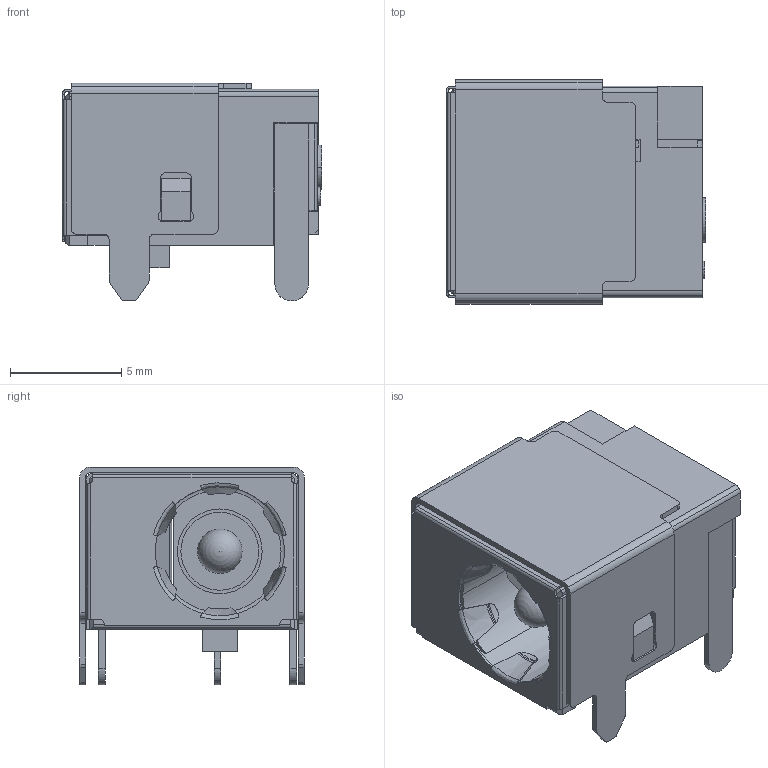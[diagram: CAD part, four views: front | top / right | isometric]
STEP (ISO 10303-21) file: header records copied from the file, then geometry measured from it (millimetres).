
FILE_DESCRIPTION (( 'STEP AP214' ), '1' );
FILE_NAME ('CUI_DEVICES_PJ-079AH.step', '2019-10-20T23:36:05', ( '' ), ( '' ), 'SwSTEP 2.0', 'SolidWorks 2019', '' );
FILE_SCHEMA (( 'AUTOMOTIVE_DESIGN' ));
Length unit declared in the file: inch
Products named in the file (1): CUI_DEVICES_PJ-079AH
Bounding box: 11.65 x 10.07 x 9.78 mm (x, y, z)
Volume: 538.4 mm3; surface area: 1608.6 mm2
Topology: 2 solids, 3 shells, 619 faces, 1757 edges, 1143 vertices
Faces by surface type: plane 323, cylinder 192, bspline 42, cone 34, torus 27, sphere 1
Entity records: 29550 total; most frequent: CARTESIAN_POINT 5967, ORIENTED_EDGE 3510, DIRECTION 2928, EDGE_CURVE 1755, VERTEX_POINT 1142, LINE 994, VECTOR 994, AXIS2_PLACEMENT_3D 967
